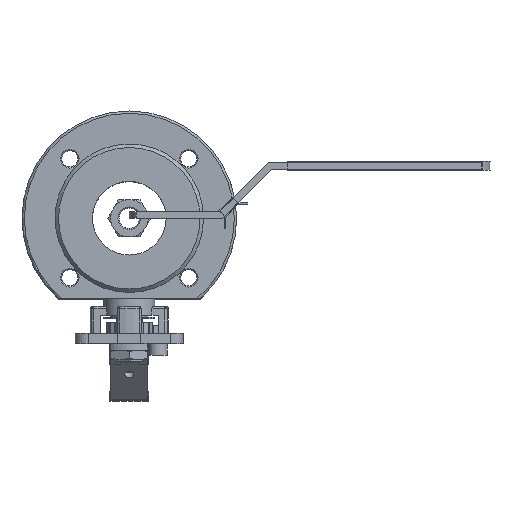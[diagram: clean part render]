
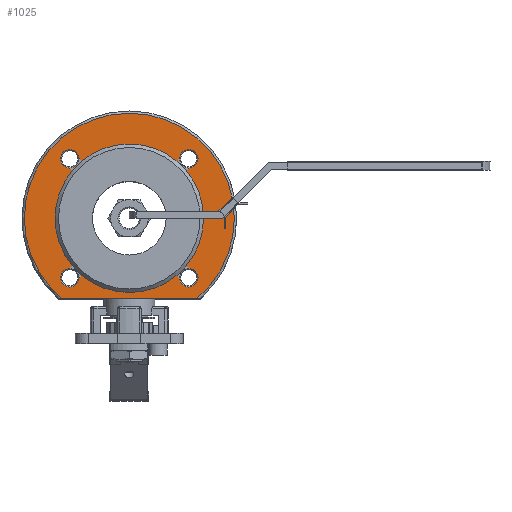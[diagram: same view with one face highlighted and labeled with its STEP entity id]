
A CAD part, top view. The second image highlights one B-rep face of the part: STEP entity #1025.
In plain terms, the highlighted planar face has unit normal (0, 0, 1).
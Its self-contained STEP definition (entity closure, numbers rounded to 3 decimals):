
#1025 = ADVANCED_FACE( '', ( #2199, #2200, #2201, #2202, #2203, #2204 ), #2205, .T. );
#2199 = FACE_OUTER_BOUND( '', #5750, .T. );
#2200 = FACE_BOUND( '', #5751, .T. );
#2201 = FACE_BOUND( '', #5752, .T. );
#2202 = FACE_BOUND( '', #5753, .T. );
#2203 = FACE_BOUND( '', #5754, .T. );
#2204 = FACE_BOUND( '', #5755, .T. );
#2205 = PLANE( '', #5756 );
#5750 = EDGE_LOOP( '', ( #9849, #9850 ) );
#5751 = EDGE_LOOP( '', ( #9851 ) );
#5752 = EDGE_LOOP( '', ( #9852 ) );
#5753 = EDGE_LOOP( '', ( #9853 ) );
#5754 = EDGE_LOOP( '', ( #9854 ) );
#5755 = EDGE_LOOP( '', ( #9855 ) );
#5756 = AXIS2_PLACEMENT_3D( '', #9856, #9857, #9858 );
#9849 = ORIENTED_EDGE( '', *, *, #11160, .T. );
#9850 = ORIENTED_EDGE( '', *, *, #11283, .F. );
#9851 = ORIENTED_EDGE( '', *, *, #11624, .F. );
#9852 = ORIENTED_EDGE( '', *, *, #10846, .F. );
#9853 = ORIENTED_EDGE( '', *, *, #10785, .F. );
#9854 = ORIENTED_EDGE( '', *, *, #10653, .F. );
#9855 = ORIENTED_EDGE( '', *, *, #11548, .F. );
#9856 = CARTESIAN_POINT( '', ( 0., 0., 15.3 ) );
#9857 = DIRECTION( '', ( 0., 0., 1. ) );
#9858 = DIRECTION( '', ( 1., 0., 0. ) );
#10653 = EDGE_CURVE( '', #11988, #11988, #11989, .T. );
#10785 = EDGE_CURVE( '', #12232, #12232, #12233, .T. );
#10846 = EDGE_CURVE( '', #12332, #12332, #12333, .T. );
#11160 = EDGE_CURVE( '', #12827, #12828, #12829, .T. );
#11283 = EDGE_CURVE( '', #12827, #12828, #13004, .T. );
#11548 = EDGE_CURVE( '', #13357, #13357, #13358, .T. );
#11624 = EDGE_CURVE( '', #13443, #13443, #13444, .T. );
#11988 = VERTEX_POINT( '', #14089 );
#11989 = CIRCLE( '', #14090, 8. );
#12232 = VERTEX_POINT( '', #14493 );
#12233 = CIRCLE( '', #14494, 64. );
#12332 = VERTEX_POINT( '', #14912 );
#12333 = CIRCLE( '', #14913, 8. );
#12827 = VERTEX_POINT( '', #17371 );
#12828 = VERTEX_POINT( '', #17372 );
#12829 = CIRCLE( '', #17373, 90.5 );
#13004 = LINE( '', #18239, #18240 );
#13357 = VERTEX_POINT( '', #19226 );
#13358 = CIRCLE( '', #19227, 8. );
#13443 = VERTEX_POINT( '', #19400 );
#13444 = CIRCLE( '', #19401, 8. );
#14089 = CARTESIAN_POINT( '', ( 59.265, -51.265, 15.3 ) );
#14090 = AXIS2_PLACEMENT_3D( '', #19776, #19777, #19778 );
#14493 = CARTESIAN_POINT( '', ( 64., 0., 15.3 ) );
#14494 = AXIS2_PLACEMENT_3D( '', #19979, #19980, #19981 );
#14912 = CARTESIAN_POINT( '', ( 59.265, 51.265, 15.3 ) );
#14913 = AXIS2_PLACEMENT_3D( '', #20034, #20035, #20036 );
#17371 = CARTESIAN_POINT( '', ( 57.966, -69.5, 15.3 ) );
#17372 = CARTESIAN_POINT( '', ( -57.966, -69.5, 15.3 ) );
#17373 = AXIS2_PLACEMENT_3D( '', #20355, #20356, #20357 );
#18239 = CARTESIAN_POINT( '', ( 0., -69.5, 15.3 ) );
#18240 = VECTOR( '', #20459, 1000. );
#19226 = CARTESIAN_POINT( '', ( -43.265, 51.265, 15.3 ) );
#19227 = AXIS2_PLACEMENT_3D( '', #20710, #20711, #20712 );
#19400 = CARTESIAN_POINT( '', ( -43.265, -51.265, 15.3 ) );
#19401 = AXIS2_PLACEMENT_3D( '', #20763, #20764, #20765 );
#19776 = CARTESIAN_POINT( '', ( 51.265, -51.265, 15.3 ) );
#19777 = DIRECTION( '', ( 0., 0., 1. ) );
#19778 = DIRECTION( '', ( 1., 0., 0. ) );
#19979 = CARTESIAN_POINT( '', ( 0., 0., 15.3 ) );
#19980 = DIRECTION( '', ( 0., 0., 1. ) );
#19981 = DIRECTION( '', ( 1., 0., 0. ) );
#20034 = CARTESIAN_POINT( '', ( 51.265, 51.265, 15.3 ) );
#20035 = DIRECTION( '', ( 0., 0., 1. ) );
#20036 = DIRECTION( '', ( 1., 0., 0. ) );
#20355 = CARTESIAN_POINT( '', ( 0., 0., 15.3 ) );
#20356 = DIRECTION( '', ( 0., 0., 1. ) );
#20357 = DIRECTION( '', ( 1., 0., 0. ) );
#20459 = DIRECTION( '', ( -1., 0., 0. ) );
#20710 = CARTESIAN_POINT( '', ( -51.265, 51.265, 15.3 ) );
#20711 = DIRECTION( '', ( 0., 0., 1. ) );
#20712 = DIRECTION( '', ( 1., 0., 0. ) );
#20763 = CARTESIAN_POINT( '', ( -51.265, -51.265, 15.3 ) );
#20764 = DIRECTION( '', ( 0., 0., 1. ) );
#20765 = DIRECTION( '', ( 1., 0., 0. ) );
